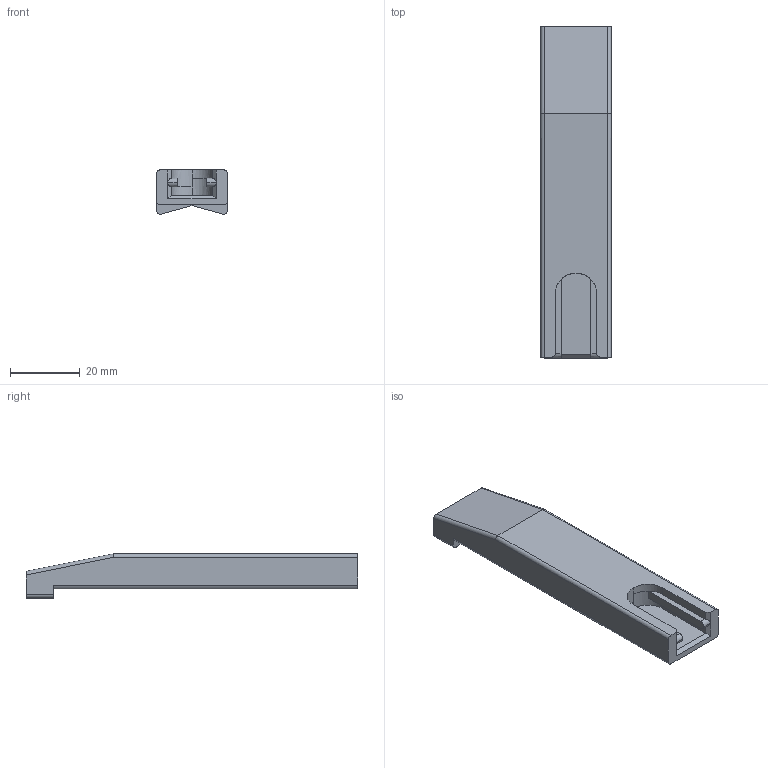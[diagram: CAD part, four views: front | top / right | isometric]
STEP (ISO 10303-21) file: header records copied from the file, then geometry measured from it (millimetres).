
FILE_DESCRIPTION(('eMachineShop Model'),'2;1');
FILE_NAME('Greifer_1663937609.214.step', '2022-02-01T12:11:29',('eMachineShop'),('eMachineShop'), 'eMachineShop','eMachineShop','Unknown');
FILE_SCHEMA(('AUTOMOTIVE_DESIGN { 1 0 10303 214 1 1 1 1 }'));
Length unit declared in the file: millimetre
Products named in the file (1): eMachineShop
Bounding box: 20.2 x 95 x 12.69 mm (x, y, z)
Volume: 16270.8 mm3; surface area: 6325.4 mm2
Topology: 1 solids, 1 shells, 42 faces, 110 edges, 70 vertices
Faces by surface type: plane 26, cylinder 16
Entity records: 3056 total; most frequent: CARTESIAN_POINT 855, DIRECTION 408, LINE 246, VECTOR 246, ORIENTED_EDGE 220, PCURVE 220, DEFINITIONAL_REPRESENTATION 220, EDGE_CURVE 110
